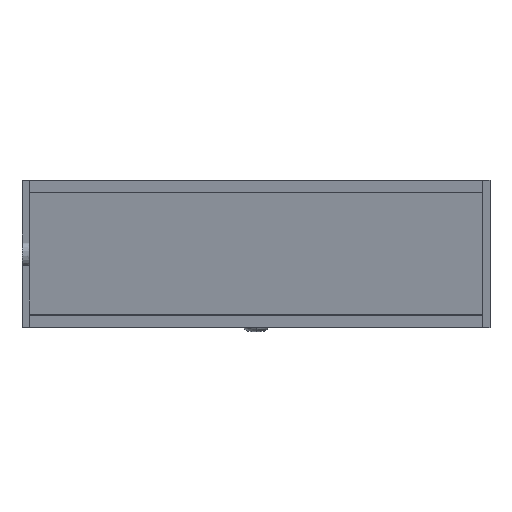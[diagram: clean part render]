
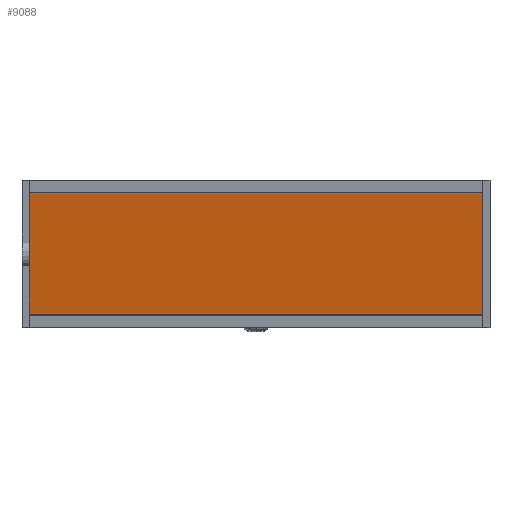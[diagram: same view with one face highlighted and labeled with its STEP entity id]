
A CAD part, left-side view. The second image highlights one B-rep face of the part: STEP entity #9088.
In plain terms, the highlighted planar face has unit normal (-0.982, 0, -0.19).
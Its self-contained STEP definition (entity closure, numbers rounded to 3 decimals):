
#1301=FACE_OUTER_BOUND('',#1833,.T.);
#1833=EDGE_LOOP('',(#8127,#8128,#8129,#8130));
#2701=LINE('',#29604,#3402);
#2703=LINE('',#29608,#3404);
#2709=LINE('',#29619,#3410);
#2710=LINE('',#29621,#3411);
#3402=VECTOR('',#11478,50.844);
#3404=VECTOR('',#11482,100.);
#3410=VECTOR('',#11492,100.);
#3411=VECTOR('',#11495,50.844);
#4277=VERTEX_POINT('',#29601);
#4278=VERTEX_POINT('',#29603);
#4279=VERTEX_POINT('',#29607);
#4282=VERTEX_POINT('',#29617);
#5574=EDGE_CURVE('',#4277,#4278,#2701,.T.);
#5576=EDGE_CURVE('',#4278,#4279,#2703,.T.);
#5582=EDGE_CURVE('',#4277,#4282,#2709,.T.);
#5583=EDGE_CURVE('',#4279,#4282,#2710,.T.);
#8127=ORIENTED_EDGE('',*,*,#5582,.T.);
#8128=ORIENTED_EDGE('',*,*,#5583,.F.);
#8129=ORIENTED_EDGE('',*,*,#5576,.F.);
#8130=ORIENTED_EDGE('',*,*,#5574,.F.);
#8616=PLANE('',#9696);
#9088=ADVANCED_FACE('',(#1301),#8616,.T.);
#9696=AXIS2_PLACEMENT_3D('',#29620,#11493,#11494);
#11478=DIRECTION('',(0.19,0.,-0.982));
#11482=DIRECTION('',(0.,1.,0.));
#11492=DIRECTION('',(0.,1.,0.));
#11493=DIRECTION('center_axis',(-0.982,0.,
-0.19));
#11494=DIRECTION('ref_axis',(-0.19,0.,0.982));
#11495=DIRECTION('',(-0.19,0.,0.982));
#29601=CARTESIAN_POINT('',(-16.672,-50.,-1.08));
#29603=CARTESIAN_POINT('',(-7.02,-50.,-51.));
#29604=CARTESIAN_POINT('',(-7.02,-50.,-51.));
#29607=CARTESIAN_POINT('',(-7.02,110.,-51.));
#29608=CARTESIAN_POINT('',(-7.02,10.,-51.));
#29617=CARTESIAN_POINT('',(-16.672,110.,-1.08));
#29619=CARTESIAN_POINT('',(-16.672,10.,-1.08));
#29620=CARTESIAN_POINT('Origin',(-6.991,10.,-51.153));
#29621=CARTESIAN_POINT('',(-7.02,110.,-51.));
